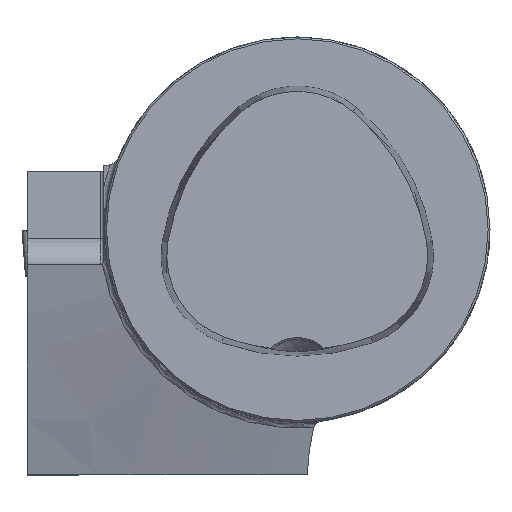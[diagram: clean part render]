
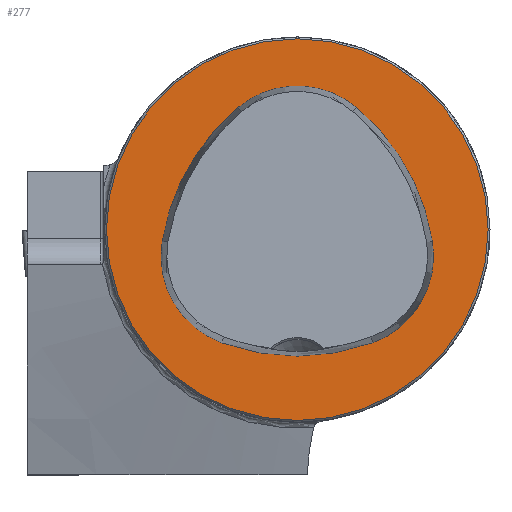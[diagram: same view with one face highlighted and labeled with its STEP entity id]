
A CAD part, top view. The second image highlights one B-rep face of the part: STEP entity #277.
In plain terms, the highlighted planar face has unit normal (0, 0, 1).
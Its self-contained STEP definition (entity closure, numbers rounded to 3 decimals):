
#216=FACE_BOUND('',#538,.T.);
#217=FACE_BOUND('',#539,.T.);
#234=CIRCLE('',#2024,36.075);
#236=CIRCLE('',#2027,36.075);
#237=CIRCLE('',#2028,15.075);
#238=CIRCLE('',#2029,36.075);
#239=CIRCLE('',#2030,15.075);
#240=CIRCLE('',#2031,15.075);
#241=CIRCLE('',#2032,31.2);
#277=ADVANCED_FACE('CU_E_LO_SU_1',(#216,#217),#372,.T.);
#372=PLANE('',#2033);
#538=EDGE_LOOP('',(#766,#767,#768,#769,#770,#771));
#539=EDGE_LOOP('',(#772));
#766=ORIENTED_EDGE('',*,*,#1456,.F.);
#767=ORIENTED_EDGE('',*,*,#1457,.F.);
#768=ORIENTED_EDGE('',*,*,#1458,.F.);
#769=ORIENTED_EDGE('',*,*,#1459,.F.);
#770=ORIENTED_EDGE('',*,*,#1453,.F.);
#771=ORIENTED_EDGE('',*,*,#1460,.F.);
#772=ORIENTED_EDGE('',*,*,#1461,.T.);
#1259=VERTEX_POINT('',#3202);
#1260=VERTEX_POINT('',#3204);
#1262=VERTEX_POINT('',#3210);
#1263=VERTEX_POINT('',#3211);
#1264=VERTEX_POINT('',#3213);
#1265=VERTEX_POINT('',#3215);
#1266=VERTEX_POINT('',#3219);
#1453=EDGE_CURVE('',#1259,#1260,#234,.T.);
#1456=EDGE_CURVE('',#1262,#1263,#236,.T.);
#1457=EDGE_CURVE('',#1264,#1262,#237,.T.);
#1458=EDGE_CURVE('',#1265,#1264,#238,.T.);
#1459=EDGE_CURVE('',#1260,#1265,#239,.T.);
#1460=EDGE_CURVE('',#1263,#1259,#240,.T.);
#1461=EDGE_CURVE('',#1266,#1266,#241,.T.);
#2024=AXIS2_PLACEMENT_3D('',#3203,#2299,#2300);
#2027=AXIS2_PLACEMENT_3D('',#3209,#2306,#2307);
#2028=AXIS2_PLACEMENT_3D('',#3212,#2308,#2309);
#2029=AXIS2_PLACEMENT_3D('',#3214,#2310,#2311);
#2030=AXIS2_PLACEMENT_3D('',#3216,#2312,#2313);
#2031=AXIS2_PLACEMENT_3D('',#3217,#2314,#2315);
#2032=AXIS2_PLACEMENT_3D('',#3218,#2316,#2317);
#2033=AXIS2_PLACEMENT_3D('',#3220,#2318,#2319);
#2299=DIRECTION('',(0.,0.,1.));
#2300=DIRECTION('',(1.,0.,0.));
#2306=DIRECTION('',(0.,0.,1.));
#2307=DIRECTION('',(1.,0.,0.));
#2308=DIRECTION('',(0.,0.,1.));
#2309=DIRECTION('',(1.,0.,0.));
#2310=DIRECTION('',(0.,0.,1.));
#2311=DIRECTION('',(1.,0.,0.));
#2312=DIRECTION('',(0.,0.,1.));
#2313=DIRECTION('',(1.,0.,0.));
#2314=DIRECTION('',(0.,0.,1.));
#2315=DIRECTION('',(1.,0.,0.));
#2316=DIRECTION('',(0.,0.,1.));
#2317=DIRECTION('',(1.,0.,0.));
#2318=DIRECTION('',(0.,0.,1.));
#2319=DIRECTION('',(1.,0.,0.));
#3202=CARTESIAN_POINT('',(-12.368,-18.489,0.));
#3203=CARTESIAN_POINT('',(0.,15.4,0.));
#3204=CARTESIAN_POINT('',(12.368,-18.489,0.));
#3209=CARTESIAN_POINT('',(13.535,-7.656,0.));
#3210=CARTESIAN_POINT('',(-9.716,19.927,0.));
#3211=CARTESIAN_POINT('',(-22.084,-1.937,0.));
#3212=CARTESIAN_POINT('',(0.,8.4,0.));
#3213=CARTESIAN_POINT('',(9.716,19.927,0.));
#3214=CARTESIAN_POINT('',(-13.535,-7.656,0.));
#3215=CARTESIAN_POINT('',(22.084,-1.937,0.));
#3216=CARTESIAN_POINT('',(7.2,-4.327,0.));
#3217=CARTESIAN_POINT('',(-7.2,-4.327,0.));
#3218=CARTESIAN_POINT('',(0.,0.,0.));
#3219=CARTESIAN_POINT('',(31.2,0.,0.));
#3220=CARTESIAN_POINT('',(0.,0.,0.));
